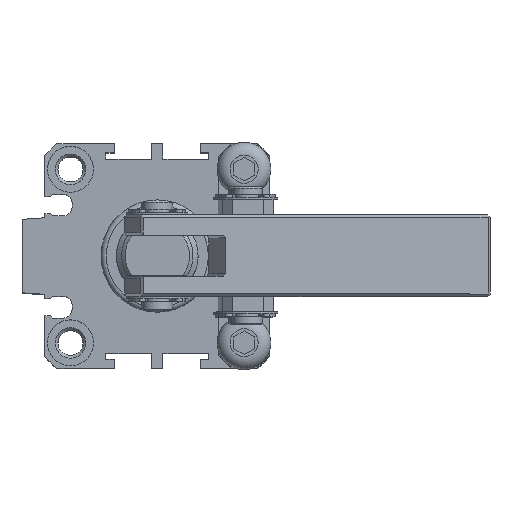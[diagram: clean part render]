
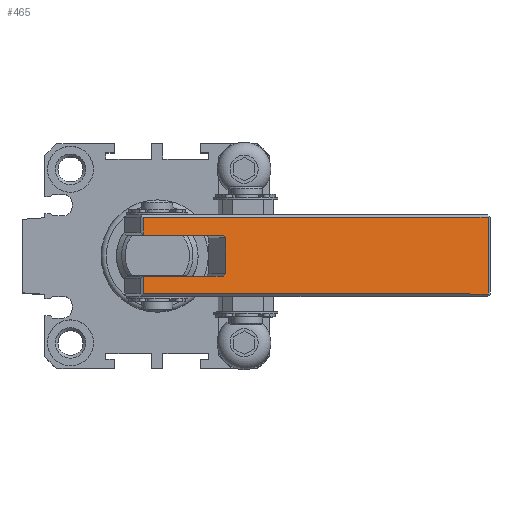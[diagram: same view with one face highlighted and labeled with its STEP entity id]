
A CAD part, top view. The second image highlights one B-rep face of the part: STEP entity #465.
In plain terms, the highlighted face is planar.
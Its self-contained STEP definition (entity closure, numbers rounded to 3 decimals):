
#465 = ADVANCED_FACE( '', ( #1115 ), #1116, .F. );
#1115 = FACE_OUTER_BOUND( '', #1930, .T. );
#1116 = PLANE( '', #1931 );
#1930 = EDGE_LOOP( '', ( #3831, #3832, #3833, #3834, #3835, #3836, #3837, #3838, #3839, #3840 ) );
#1931 = AXIS2_PLACEMENT_3D( '', #3841, #3842, #3843 );
#3831 = ORIENTED_EDGE( '', *, *, #5214, .F. );
#3832 = ORIENTED_EDGE( '', *, *, #5237, .T. );
#3833 = ORIENTED_EDGE( '', *, *, #5230, .T. );
#3834 = ORIENTED_EDGE( '', *, *, #5256, .T. );
#3835 = ORIENTED_EDGE( '', *, *, #5257, .F. );
#3836 = ORIENTED_EDGE( '', *, *, #5258, .F. );
#3837 = ORIENTED_EDGE( '', *, *, #5259, .F. );
#3838 = ORIENTED_EDGE( '', *, *, #5260, .F. );
#3839 = ORIENTED_EDGE( '', *, *, #5261, .F. );
#3840 = ORIENTED_EDGE( '', *, *, #5246, .F. );
#3841 = CARTESIAN_POINT( '', ( -8., 0., 0. ) );
#3842 = DIRECTION( '', ( 1., 0., 0. ) );
#3843 = DIRECTION( '', ( 0., 0., -1. ) );
#5214 = EDGE_CURVE( '', #6289, #6291, #6292, .T. );
#5230 = EDGE_CURVE( '', #6323, #6321, #6324, .T. );
#5237 = EDGE_CURVE( '', #6289, #6323, #6335, .T. );
#5246 = EDGE_CURVE( '', #6291, #6349, #6350, .T. );
#5256 = EDGE_CURVE( '', #6321, #6367, #6368, .T. );
#5257 = EDGE_CURVE( '', #6369, #6367, #6370, .T. );
#5258 = EDGE_CURVE( '', #6371, #6369, #6372, .T. );
#5259 = EDGE_CURVE( '', #6373, #6371, #6374, .T. );
#5260 = EDGE_CURVE( '', #6375, #6373, #6376, .T. );
#5261 = EDGE_CURVE( '', #6349, #6375, #6377, .T. );
#6289 = VERTEX_POINT( '', #7968 );
#6291 = VERTEX_POINT( '', #7971 );
#6292 = LINE( '', #7972, #7973 );
#6321 = VERTEX_POINT( '', #8016 );
#6323 = VERTEX_POINT( '', #8019 );
#6324 = LINE( '', #8020, #8021 );
#6335 = LINE( '', #8038, #8039 );
#6349 = VERTEX_POINT( '', #8061 );
#6350 = LINE( '', #8062, #8063 );
#6367 = VERTEX_POINT( '', #8089 );
#6368 = LINE( '', #8090, #8091 );
#6369 = VERTEX_POINT( '', #8092 );
#6370 = LINE( '', #8093, #8094 );
#6371 = VERTEX_POINT( '', #8095 );
#6372 = LINE( '', #8096, #8097 );
#6373 = VERTEX_POINT( '', #8098 );
#6374 = LINE( '', #8099, #8100 );
#6375 = VERTEX_POINT( '', #8101 );
#6376 = LINE( '', #8102, #8103 );
#6377 = LINE( '', #8104, #8105 );
#7968 = CARTESIAN_POINT( '', ( -8., 7.5, -64.5 ) );
#7971 = CARTESIAN_POINT( '', ( -8., 7.5, 4.5 ) );
#7972 = CARTESIAN_POINT( '', ( -8., 7.5, -65. ) );
#7973 = VECTOR( '', #9367, 1000. );
#8016 = CARTESIAN_POINT( '', ( -8., -7.5, 4.5 ) );
#8019 = CARTESIAN_POINT( '', ( -8., -7.5, -64.5 ) );
#8020 = CARTESIAN_POINT( '', ( -8., -7.5, -65. ) );
#8021 = VECTOR( '', #9383, 1000. );
#8038 = CARTESIAN_POINT( '', ( -8., 8., -64.5 ) );
#8039 = VECTOR( '', #9390, 1000. );
#8061 = CARTESIAN_POINT( '', ( -8., 4., 4.5 ) );
#8062 = CARTESIAN_POINT( '', ( -8., 8., 4.5 ) );
#8063 = VECTOR( '', #9399, 1000. );
#8089 = CARTESIAN_POINT( '', ( -8., -4., 4.5 ) );
#8090 = CARTESIAN_POINT( '', ( -8., 0., 4.5 ) );
#8091 = VECTOR( '', #9409, 1000. );
#8092 = CARTESIAN_POINT( '', ( -8., -4., -11.5 ) );
#8093 = CARTESIAN_POINT( '', ( -8., -4., -11.5 ) );
#8094 = VECTOR( '', #9410, 1000. );
#8095 = CARTESIAN_POINT( '', ( -8., -3.5, -12. ) );
#8096 = CARTESIAN_POINT( '', ( -8., -3.5, -12. ) );
#8097 = VECTOR( '', #9411, 1000. );
#8098 = CARTESIAN_POINT( '', ( -8., 3.5, -12. ) );
#8099 = CARTESIAN_POINT( '', ( -8., 3.5, -12. ) );
#8100 = VECTOR( '', #9412, 1000. );
#8101 = CARTESIAN_POINT( '', ( -8., 4., -11.5 ) );
#8102 = CARTESIAN_POINT( '', ( -8., 4., -11.5 ) );
#8103 = VECTOR( '', #9413, 1000. );
#8104 = CARTESIAN_POINT( '', ( -8., 4., 4.5 ) );
#8105 = VECTOR( '', #9414, 1000. );
#9367 = DIRECTION( '', ( 0., 0., 1. ) );
#9383 = DIRECTION( '', ( 0., 0., 1. ) );
#9390 = DIRECTION( '', ( 0., -1., 0. ) );
#9399 = DIRECTION( '', ( 0., -1., 0. ) );
#9409 = DIRECTION( '', ( 0., 1., 0. ) );
#9410 = DIRECTION( '', ( 0., 0., 1. ) );
#9411 = DIRECTION( '', ( 0., -0.707, 0.707 ) );
#9412 = DIRECTION( '', ( 0., -1., 0. ) );
#9413 = DIRECTION( '', ( 0., -0.707, -0.707 ) );
#9414 = DIRECTION( '', ( 0., 0., -1. ) );
